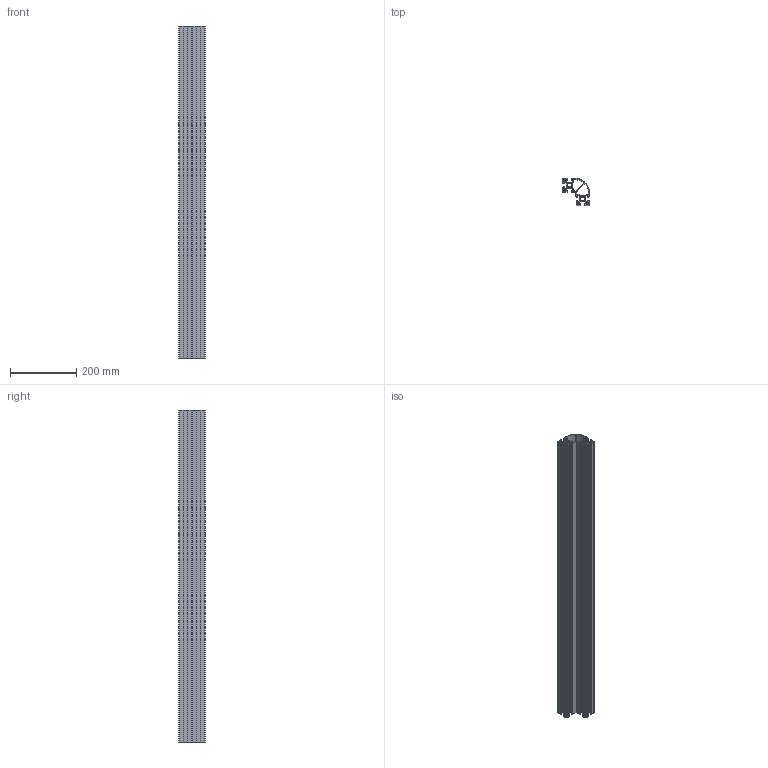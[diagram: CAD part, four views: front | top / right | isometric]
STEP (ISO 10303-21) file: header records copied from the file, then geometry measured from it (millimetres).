
FILE_DESCRIPTION (( 'STEP AP214' ), '1' );
FILE_NAME ('488.22R90 Ïðîôèëü êîíñòðóêöèîííûé 80õ80R90.STEP', '2023-09-26T11:49:15', ( '' ), ( '' ), 'SwSTEP 2.0', 'SolidWorks 2022', '' );
FILE_SCHEMA (( 'AUTOMOTIVE_DESIGN' ));
Length unit declared in the file: millimetre
Products named in the file (1): 488.22R90 Профиль конструкционный 80х80R90
Bounding box: 80 x 80 x 1000 mm (x, y, z)
Volume: 1228058.1 mm3; surface area: 1051760.4 mm2
Topology: 1 solids, 1 shells, 357 faces, 1065 edges, 710 vertices
Faces by surface type: plane 260, cylinder 97
Entity records: 11999 total; most frequent: CARTESIAN_POINT 2133, ORIENTED_EDGE 2130, DIRECTION 1975, EDGE_CURVE 1065, VECTOR 871, LINE 871, VERTEX_POINT 710, AXIS2_PLACEMENT_3D 552
